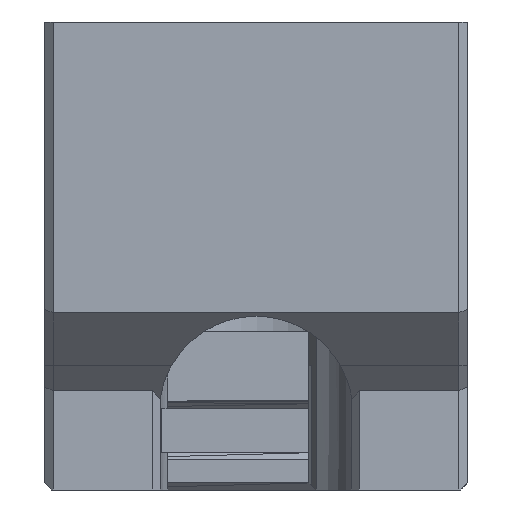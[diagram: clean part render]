
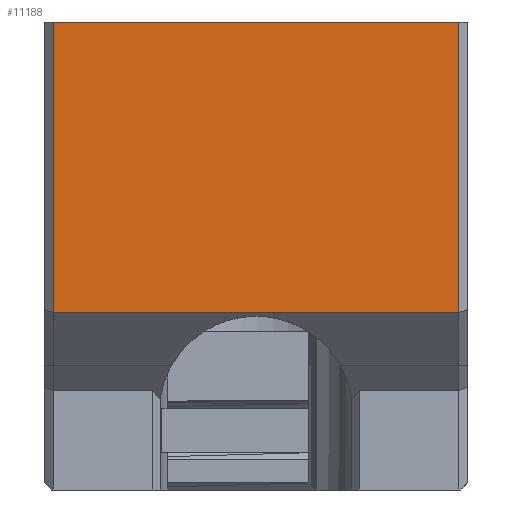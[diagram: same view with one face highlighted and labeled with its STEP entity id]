
A CAD part, left-side view. The second image highlights one B-rep face of the part: STEP entity #11188.
In plain terms, the highlighted planar face has unit normal (-1, 0, 0).
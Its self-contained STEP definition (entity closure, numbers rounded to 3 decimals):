
#40=LINE('',#16034,#1608);
#74=LINE('',#16111,#1642);
#95=LINE('',#16155,#1663);
#96=LINE('',#16157,#1664);
#1608=VECTOR('',#12826,10.);
#1642=VECTOR('',#12886,10.);
#1663=VECTOR('',#12919,10.);
#1664=VECTOR('',#12922,10.);
#3190=FACE_OUTER_BOUND('',#4000,.T.);
#4000=EDGE_LOOP('',(#7273,#7274,#7275,#7276));
#4808=VERTEX_POINT('',#16031);
#4809=VERTEX_POINT('',#16033);
#4825=VERTEX_POINT('',#16073);
#4832=VERTEX_POINT('',#16090);
#5594=EDGE_CURVE('',#4808,#4809,#40,.T.);
#5633=EDGE_CURVE('',#4832,#4825,#74,.T.);
#5655=EDGE_CURVE('',#4825,#4808,#95,.T.);
#5656=EDGE_CURVE('',#4832,#4809,#96,.T.);
#7273=ORIENTED_EDGE('',*,*,#5655,.F.);
#7274=ORIENTED_EDGE('',*,*,#5633,.F.);
#7275=ORIENTED_EDGE('',*,*,#5656,.T.);
#7276=ORIENTED_EDGE('',*,*,#5594,.F.);
#10386=PLANE('',#12018);
#11188=ADVANCED_FACE('',(#3190),#10386,.T.);
#12018=AXIS2_PLACEMENT_3D('',#16156,#12920,#12921);
#12826=DIRECTION('',(0.,-1.,0.));
#12886=DIRECTION('',(0.,1.,0.));
#12919=DIRECTION('',(0.,0.,1.));
#12920=DIRECTION('center_axis',(-1.,0.,0.));
#12921=DIRECTION('ref_axis',(0.,1.,0.));
#12922=DIRECTION('',(0.,0.,1.));
#16031=CARTESIAN_POINT('',(-245.2,24.84,567.002));
#16033=CARTESIAN_POINT('',(-245.2,1.84,567.002));
#16034=CARTESIAN_POINT('',(-245.2,1.34,567.002));
#16073=CARTESIAN_POINT('',(-245.2,24.84,550.502));
#16090=CARTESIAN_POINT('',(-245.2,1.84,550.502));
#16111=CARTESIAN_POINT('',(-245.2,6.42,550.502));
#16155=CARTESIAN_POINT('',(-245.2,24.84,563.002));
#16156=CARTESIAN_POINT('Origin',(-245.2,1.34,563.002));
#16157=CARTESIAN_POINT('',(-245.2,1.84,563.002));
